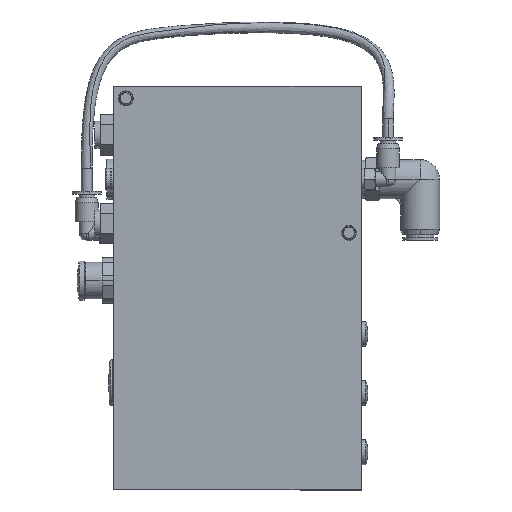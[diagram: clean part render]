
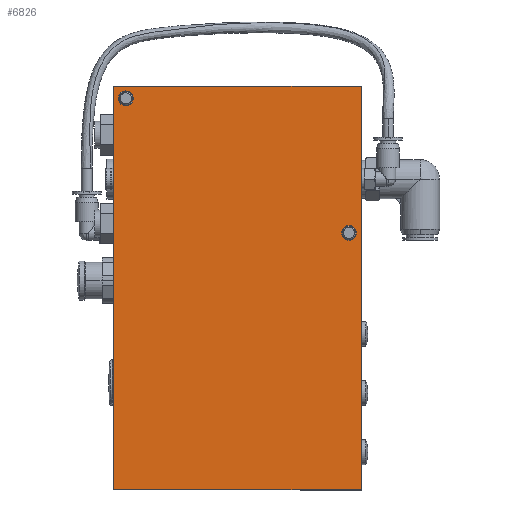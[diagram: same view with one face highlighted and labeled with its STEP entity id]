
A CAD part, top view. The second image highlights one B-rep face of the part: STEP entity #6826.
In plain terms, the highlighted planar face has unit normal (0, 0, 1).
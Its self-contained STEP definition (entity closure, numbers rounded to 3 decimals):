
#1061 = CARTESIAN_POINT ( 'NONE',  ( 38.75, 20.5, 38. ) ) ;
#1313 = EDGE_CURVE ( 'NONE', #24361, #38061, #50858, .T. ) ;
#4290 = AXIS2_PLACEMENT_3D ( 'NONE', #11003, #40943, #44927 ) ;
#4392 = CARTESIAN_POINT ( 'NONE',  ( -38.75, 70.5, 38. ) ) ;
#6826 = ADVANCED_FACE ( 'NONE', ( #36865, #35638, #25153 ), #50971, .T. ) ;
#6928 = EDGE_CURVE ( 'NONE', #39497, #19034, #12153, .T. ) ;
#7144 = EDGE_CURVE ( 'NONE', #48421, #37394, #7170, .T. ) ;
#7170 = CIRCLE ( 'NONE', #50942, 2.75 ) ;
#7917 = CARTESIAN_POINT ( 'NONE',  ( -46., -75., 38. ) ) ;
#8603 = AXIS2_PLACEMENT_3D ( 'NONE', #19598, #47226, #23582 ) ;
#9997 = CARTESIAN_POINT ( 'NONE',  ( -46., -75., 38. ) ) ;
#11003 = CARTESIAN_POINT ( 'NONE',  ( -46., -75., 38. ) ) ;
#11705 = DIRECTION ( 'NONE',  ( -1., 0., 0. ) ) ;
#12153 = LINE ( 'NONE', #17538, #42491 ) ;
#14152 = EDGE_LOOP ( 'NONE', ( #17748, #36990, #15546, #37688 ) ) ;
#14339 = DIRECTION ( 'NONE',  ( 0., 0., -1. ) ) ;
#14670 = LINE ( 'NONE', #7917, #46208 ) ;
#15546 = ORIENTED_EDGE ( 'NONE', *, *, #1313, .T. ) ;
#16134 = EDGE_CURVE ( 'NONE', #27529, #22099, #41403, .T. ) ;
#17538 = CARTESIAN_POINT ( 'NONE',  ( -46., 75., 38. ) ) ;
#17748 = ORIENTED_EDGE ( 'NONE', *, *, #6928, .T. ) ;
#17944 = AXIS2_PLACEMENT_3D ( 'NONE', #42075, #18392, #46022 ) ;
#18392 = DIRECTION ( 'NONE',  ( 0., 0., -1. ) ) ;
#18943 = CARTESIAN_POINT ( 'NONE',  ( -44.25, 70.5, 38. ) ) ;
#19034 = VERTEX_POINT ( 'NONE', #9997 ) ;
#19598 = CARTESIAN_POINT ( 'NONE',  ( 41.5, 20.5, 38. ) ) ;
#20135 = ORIENTED_EDGE ( 'NONE', *, *, #7144, .T. ) ;
#20362 = ORIENTED_EDGE ( 'NONE', *, *, #49325, .T. ) ;
#21652 = EDGE_CURVE ( 'NONE', #19034, #24361, #14670, .T. ) ;
#22099 = VERTEX_POINT ( 'NONE', #18943 ) ;
#22206 = CARTESIAN_POINT ( 'NONE',  ( 41.5, 20.5, 38. ) ) ;
#23582 = DIRECTION ( 'NONE',  ( -1., 0., 0. ) ) ;
#24346 = CARTESIAN_POINT ( 'NONE',  ( 46., 75., 38. ) ) ;
#24361 = VERTEX_POINT ( 'NONE', #34256 ) ;
#24414 = ORIENTED_EDGE ( 'NONE', *, *, #16134, .T. ) ;
#25153 = FACE_OUTER_BOUND ( 'NONE', #14152, .T. ) ;
#25192 = EDGE_LOOP ( 'NONE', ( #27406, #20135 ) ) ;
#27406 = ORIENTED_EDGE ( 'NONE', *, *, #42390, .T. ) ;
#27529 = VERTEX_POINT ( 'NONE', #4392 ) ;
#29797 = VECTOR ( 'NONE', #44328, 1000. ) ;
#30081 = CIRCLE ( 'NONE', #8603, 2.75 ) ;
#30726 = CARTESIAN_POINT ( 'NONE',  ( 44.25, 20.5, 38. ) ) ;
#31647 = VECTOR ( 'NONE', #11705, 1000. ) ;
#34114 = LINE ( 'NONE', #35372, #31647 ) ;
#34248 = AXIS2_PLACEMENT_3D ( 'NONE', #37999, #14339, #42038 ) ;
#34256 = CARTESIAN_POINT ( 'NONE',  ( 46., -75., 38. ) ) ;
#35052 = DIRECTION ( 'NONE',  ( 1., 0., 0. ) ) ;
#35372 = CARTESIAN_POINT ( 'NONE',  ( -46., 75., 38. ) ) ;
#35638 = FACE_BOUND ( 'NONE', #25192, .T. ) ;
#36757 = EDGE_CURVE ( 'NONE', #38061, #39497, #34114, .T. ) ;
#36865 = FACE_BOUND ( 'NONE', #46664, .T. ) ;
#36990 = ORIENTED_EDGE ( 'NONE', *, *, #21652, .T. ) ;
#37394 = VERTEX_POINT ( 'NONE', #1061 ) ;
#37688 = ORIENTED_EDGE ( 'NONE', *, *, #36757, .T. ) ;
#37839 = CARTESIAN_POINT ( 'NONE',  ( -46., 75., 38. ) ) ;
#37999 = CARTESIAN_POINT ( 'NONE',  ( -41.5, 70.5, 38. ) ) ;
#38061 = VERTEX_POINT ( 'NONE', #24346 ) ;
#38536 = CARTESIAN_POINT ( 'NONE',  ( 46., 75., 38. ) ) ;
#39497 = VERTEX_POINT ( 'NONE', #37839 ) ;
#40943 = DIRECTION ( 'NONE',  ( 0., 0., 1. ) ) ;
#41034 = DIRECTION ( 'NONE',  ( 0., -1., 0. ) ) ;
#41403 = CIRCLE ( 'NONE', #34248, 2.75 ) ;
#42038 = DIRECTION ( 'NONE',  ( -1., 0., 0. ) ) ;
#42075 = CARTESIAN_POINT ( 'NONE',  ( -41.5, 70.5, 38. ) ) ;
#42390 = EDGE_CURVE ( 'NONE', #37394, #48421, #30081, .T. ) ;
#42491 = VECTOR ( 'NONE', #41034, 1000. ) ;
#44328 = DIRECTION ( 'NONE',  ( 0., 1., 0. ) ) ;
#44927 = DIRECTION ( 'NONE',  ( 1., 0., 0. ) ) ;
#45845 = DIRECTION ( 'NONE',  ( -1., 0., 0. ) ) ;
#46022 = DIRECTION ( 'NONE',  ( -1., 0., 0. ) ) ;
#46208 = VECTOR ( 'NONE', #35052, 1000. ) ;
#46664 = EDGE_LOOP ( 'NONE', ( #20362, #24414 ) ) ;
#47226 = DIRECTION ( 'NONE',  ( 0., 0., -1. ) ) ;
#47259 = CIRCLE ( 'NONE', #17944, 2.75 ) ;
#48421 = VERTEX_POINT ( 'NONE', #30726 ) ;
#49325 = EDGE_CURVE ( 'NONE', #22099, #27529, #47259, .T. ) ;
#49844 = DIRECTION ( 'NONE',  ( 0., 0., -1. ) ) ;
#50858 = LINE ( 'NONE', #38536, #29797 ) ;
#50942 = AXIS2_PLACEMENT_3D ( 'NONE', #22206, #49844, #45845 ) ;
#50971 = PLANE ( 'NONE',  #4290 ) ;
